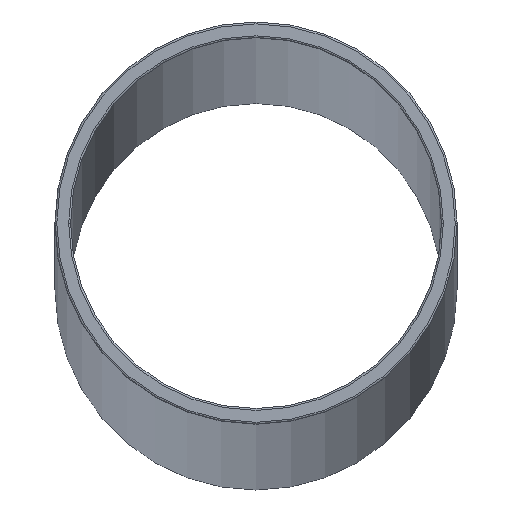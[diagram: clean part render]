
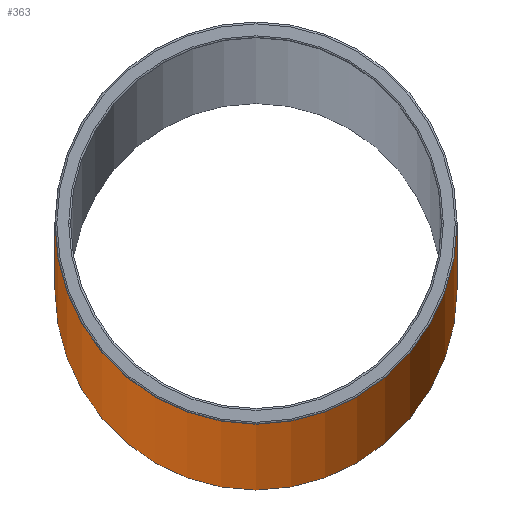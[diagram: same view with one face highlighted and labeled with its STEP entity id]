
A CAD part, top view. The second image highlights one B-rep face of the part: STEP entity #363.
In plain terms, the highlighted cylindrical face has radius 16 mm (diameter 32 mm), a partial arc.
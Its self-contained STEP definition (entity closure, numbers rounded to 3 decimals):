
#2 = EDGE_CURVE ( 'NONE', #37, #91, #251, .T. ) ;
#5 = LINE ( 'NONE', #382, #282 ) ;
#7 = AXIS2_PLACEMENT_3D ( 'NONE', #390, #255, #399 ) ;
#10 = CARTESIAN_POINT ( 'NONE',  ( 0., 0., -3000. ) ) ;
#18 = ORIENTED_EDGE ( 'NONE', *, *, #2, .T. ) ;
#19 = CARTESIAN_POINT ( 'NONE',  ( -16., 0., -2999.85 ) ) ;
#23 = ORIENTED_EDGE ( 'NONE', *, *, #65, .T. ) ;
#30 = EDGE_CURVE ( 'NONE', #37, #246, #36, .T. ) ;
#36 = LINE ( 'NONE', #86, #49 ) ;
#37 = VERTEX_POINT ( 'NONE', #19 ) ;
#49 = VECTOR ( 'NONE', #119, 1000. ) ;
#65 = EDGE_CURVE ( 'NONE', #91, #84, #5, .T. ) ;
#75 = CARTESIAN_POINT ( 'NONE',  ( -16., 0., -0.15 ) ) ;
#84 = VERTEX_POINT ( 'NONE', #417 ) ;
#86 = CARTESIAN_POINT ( 'NONE',  ( -16., 0., -3000. ) ) ;
#89 = DIRECTION ( 'NONE',  ( 0., 0., 1. ) ) ;
#91 = VERTEX_POINT ( 'NONE', #245 ) ;
#119 = DIRECTION ( 'NONE',  ( 0., 0., 1. ) ) ;
#121 = CYLINDRICAL_SURFACE ( 'NONE', #261, 16. ) ;
#203 = DIRECTION ( 'NONE',  ( 1., 0., 0. ) ) ;
#204 = FACE_OUTER_BOUND ( 'NONE', #369, .T. ) ;
#232 = AXIS2_PLACEMENT_3D ( 'NONE', #273, #408, #275 ) ;
#243 = EDGE_CURVE ( 'NONE', #84, #246, #365, .T. ) ;
#245 = CARTESIAN_POINT ( 'NONE',  ( 16., 0., -2999.85 ) ) ;
#246 = VERTEX_POINT ( 'NONE', #75 ) ;
#251 = CIRCLE ( 'NONE', #232, 16. ) ;
#253 = DIRECTION ( 'NONE',  ( 0., 0., 1. ) ) ;
#255 = DIRECTION ( 'NONE',  ( 0., 0., -1. ) ) ;
#261 = AXIS2_PLACEMENT_3D ( 'NONE', #10, #253, #203 ) ;
#273 = CARTESIAN_POINT ( 'NONE',  ( 0., 0., -2999.85 ) ) ;
#275 = DIRECTION ( 'NONE',  ( 1., 0., 0. ) ) ;
#282 = VECTOR ( 'NONE', #89, 1000. ) ;
#346 = ORIENTED_EDGE ( 'NONE', *, *, #243, .T. ) ;
#359 = ORIENTED_EDGE ( 'NONE', *, *, #30, .F. ) ;
#363 = ADVANCED_FACE ( 'NONE', ( #204 ), #121, .T. ) ;
#365 = CIRCLE ( 'NONE', #7, 16. ) ;
#369 = EDGE_LOOP ( 'NONE', ( #359, #18, #23, #346 ) ) ;
#382 = CARTESIAN_POINT ( 'NONE',  ( 16., 0., -3000. ) ) ;
#390 = CARTESIAN_POINT ( 'NONE',  ( 0., 0., -0.15 ) ) ;
#399 = DIRECTION ( 'NONE',  ( 1., 0., 0. ) ) ;
#408 = DIRECTION ( 'NONE',  ( 0., 0., 1. ) ) ;
#417 = CARTESIAN_POINT ( 'NONE',  ( 16., 0., -0.15 ) ) ;
